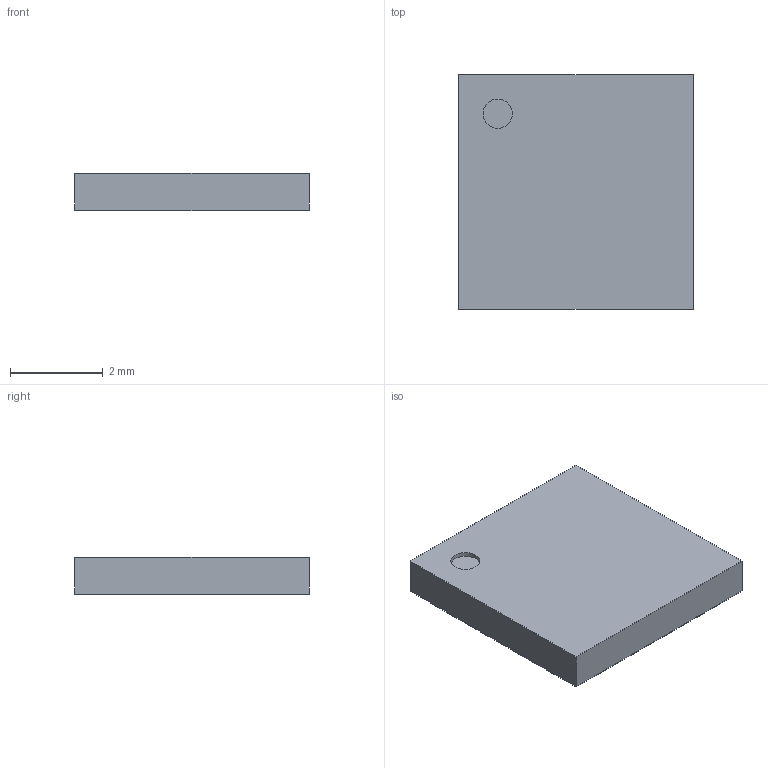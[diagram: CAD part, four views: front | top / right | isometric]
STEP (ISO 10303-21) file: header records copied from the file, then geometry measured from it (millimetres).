
FILE_DESCRIPTION(('Open CASCADE Model'),'2;1');
FILE_NAME('Open CASCADE Shape Model','2022-09-07T11:35:09',('Author'),( 'Open CASCADE'),'Open CASCADE STEP processor 7.5','Open CASCADE 7.5' ,'Unknown');
FILE_SCHEMA(('AUTOMOTIVE_DESIGN { 1 0 10303 214 1 1 1 1 }'));
Length unit declared in the file: millimetre
Products named in the file (8): PCB; Designator1; 6645904560; Open CASCADE STEP translator 7.5 13.1; Body; Open CASCADE STEP translator 7.5 13.2.1; Thermal Shape; Pin Shape
Assembly tree (37 placements, depth 4):
  PCB
  Designator1
    6645904560
      Open CASCADE STEP translator 7.5 13.1
      Body
        Open CASCADE STEP translator 7.5 13.2.1
      Thermal Shape
      Pin Shape  x32
Bounding box: 5.05 x 5.05 x 0.8 mm (x, y, z)
Volume: 20.3 mm3; surface area: 101.7 mm2
Topology: 34 solids, 35 shells, 208 faces, 415 edges, 277 vertices
Faces by surface type: plane 207, cylinder 1
Full cylindrical faces by diameter (mm): 0.631 x1
Entity records: 972 total; most frequent: DIRECTION 166, CARTESIAN_POINT 132, ORIENTED_EDGE 85, AXIS2_PLACEMENT_3D 63, PRODUCT_DEFINITION_SHAPE 45, EDGE_CURVE 43, LINE 40, VECTOR 40
